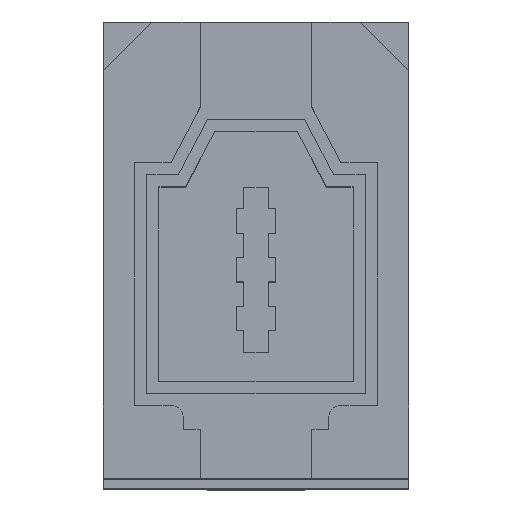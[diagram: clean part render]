
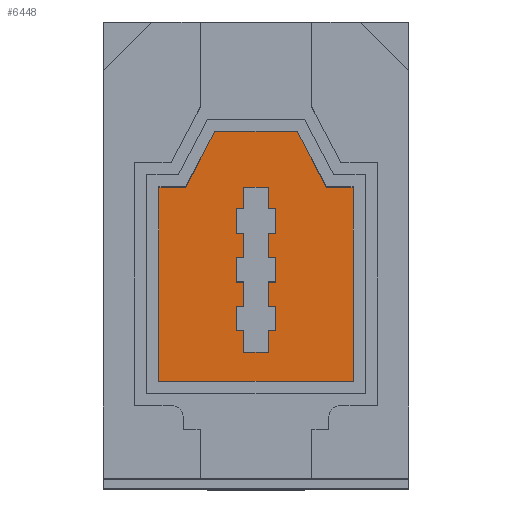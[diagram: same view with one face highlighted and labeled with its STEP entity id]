
A CAD part, top view. The second image highlights one B-rep face of the part: STEP entity #6448.
In plain terms, the highlighted planar face has unit normal (0, 0, 1).
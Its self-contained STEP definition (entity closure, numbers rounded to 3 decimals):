
#30=LINE('',#8319,#660);
#31=LINE('',#8322,#661);
#32=LINE('',#8324,#662);
#33=LINE('',#8326,#663);
#34=LINE('',#8328,#664);
#35=LINE('',#8330,#665);
#36=LINE('',#8332,#666);
#37=LINE('',#8334,#667);
#38=LINE('',#8335,#668);
#39=LINE('',#8338,#669);
#40=LINE('',#8340,#670);
#41=LINE('',#8342,#671);
#42=LINE('',#8344,#672);
#43=LINE('',#8346,#673);
#44=LINE('',#8348,#674);
#45=LINE('',#8350,#675);
#46=LINE('',#8352,#676);
#47=LINE('',#8354,#677);
#48=LINE('',#8356,#678);
#49=LINE('',#8358,#679);
#50=LINE('',#8360,#680);
#51=LINE('',#8362,#681);
#52=LINE('',#8364,#682);
#53=LINE('',#8366,#683);
#54=LINE('',#8368,#684);
#55=LINE('',#8370,#685);
#56=LINE('',#8372,#686);
#57=LINE('',#8374,#687);
#58=LINE('',#8376,#688);
#59=LINE('',#8378,#689);
#60=LINE('',#8380,#690);
#61=LINE('',#8382,#691);
#62=LINE('',#8384,#692);
#63=LINE('',#8386,#693);
#64=LINE('',#8388,#694);
#65=LINE('',#8390,#695);
#660=VECTOR('',#7040,1000.);
#661=VECTOR('',#7041,1000.);
#662=VECTOR('',#7042,1000.);
#663=VECTOR('',#7043,1000.);
#664=VECTOR('',#7044,1000.);
#665=VECTOR('',#7045,1000.);
#666=VECTOR('',#7046,1000.);
#667=VECTOR('',#7047,1000.);
#668=VECTOR('',#7048,1000.);
#669=VECTOR('',#7049,1000.);
#670=VECTOR('',#7050,1000.);
#671=VECTOR('',#7051,1000.);
#672=VECTOR('',#7052,1000.);
#673=VECTOR('',#7053,1000.);
#674=VECTOR('',#7054,1000.);
#675=VECTOR('',#7055,1000.);
#676=VECTOR('',#7056,1000.);
#677=VECTOR('',#7057,1000.);
#678=VECTOR('',#7058,1000.);
#679=VECTOR('',#7059,1000.);
#680=VECTOR('',#7060,1000.);
#681=VECTOR('',#7061,1000.);
#682=VECTOR('',#7062,1000.);
#683=VECTOR('',#7063,1000.);
#684=VECTOR('',#7064,1000.);
#685=VECTOR('',#7065,1000.);
#686=VECTOR('',#7066,1000.);
#687=VECTOR('',#7067,1000.);
#688=VECTOR('',#7068,1000.);
#689=VECTOR('',#7069,1000.);
#690=VECTOR('',#7070,1000.);
#691=VECTOR('',#7071,1000.);
#692=VECTOR('',#7072,1000.);
#693=VECTOR('',#7073,1000.);
#694=VECTOR('',#7074,1000.);
#695=VECTOR('',#7075,1000.);
#1290=PLANE('',#6708);
#1576=ORIENTED_EDGE('',*,*,#2988,.T.);
#1577=ORIENTED_EDGE('',*,*,#2989,.T.);
#1578=ORIENTED_EDGE('',*,*,#2990,.T.);
#1579=ORIENTED_EDGE('',*,*,#2991,.T.);
#1580=ORIENTED_EDGE('',*,*,#2992,.T.);
#1581=ORIENTED_EDGE('',*,*,#2993,.T.);
#1582=ORIENTED_EDGE('',*,*,#2994,.T.);
#1583=ORIENTED_EDGE('',*,*,#2995,.T.);
#1584=ORIENTED_EDGE('',*,*,#2996,.T.);
#1585=ORIENTED_EDGE('',*,*,#2997,.T.);
#1586=ORIENTED_EDGE('',*,*,#2998,.T.);
#1587=ORIENTED_EDGE('',*,*,#2999,.T.);
#1588=ORIENTED_EDGE('',*,*,#3000,.T.);
#1589=ORIENTED_EDGE('',*,*,#3001,.T.);
#1590=ORIENTED_EDGE('',*,*,#3002,.T.);
#1591=ORIENTED_EDGE('',*,*,#3003,.T.);
#1592=ORIENTED_EDGE('',*,*,#3004,.T.);
#1593=ORIENTED_EDGE('',*,*,#3005,.T.);
#1594=ORIENTED_EDGE('',*,*,#3006,.T.);
#1595=ORIENTED_EDGE('',*,*,#3007,.T.);
#1596=ORIENTED_EDGE('',*,*,#3008,.T.);
#1597=ORIENTED_EDGE('',*,*,#3009,.T.);
#1598=ORIENTED_EDGE('',*,*,#3010,.T.);
#1599=ORIENTED_EDGE('',*,*,#3011,.T.);
#1600=ORIENTED_EDGE('',*,*,#3012,.T.);
#1601=ORIENTED_EDGE('',*,*,#3013,.T.);
#1602=ORIENTED_EDGE('',*,*,#3014,.T.);
#1603=ORIENTED_EDGE('',*,*,#3015,.T.);
#1604=ORIENTED_EDGE('',*,*,#3016,.T.);
#1605=ORIENTED_EDGE('',*,*,#3017,.T.);
#1606=ORIENTED_EDGE('',*,*,#3018,.T.);
#1607=ORIENTED_EDGE('',*,*,#3019,.T.);
#1608=ORIENTED_EDGE('',*,*,#3020,.T.);
#1609=ORIENTED_EDGE('',*,*,#3021,.T.);
#1610=ORIENTED_EDGE('',*,*,#3022,.T.);
#1611=ORIENTED_EDGE('',*,*,#3023,.T.);
#2988=EDGE_CURVE('',#3694,#3695,#30,.T.);
#2989=EDGE_CURVE('',#3695,#3696,#31,.T.);
#2990=EDGE_CURVE('',#3696,#3697,#32,.T.);
#2991=EDGE_CURVE('',#3697,#3698,#33,.T.);
#2992=EDGE_CURVE('',#3698,#3699,#34,.T.);
#2993=EDGE_CURVE('',#3699,#3700,#35,.T.);
#2994=EDGE_CURVE('',#3700,#3701,#36,.T.);
#2995=EDGE_CURVE('',#3701,#3694,#37,.T.);
#2996=EDGE_CURVE('',#3702,#3703,#38,.T.);
#2997=EDGE_CURVE('',#3703,#3704,#39,.T.);
#2998=EDGE_CURVE('',#3704,#3705,#40,.T.);
#2999=EDGE_CURVE('',#3705,#3706,#41,.T.);
#3000=EDGE_CURVE('',#3706,#3707,#42,.T.);
#3001=EDGE_CURVE('',#3707,#3708,#43,.T.);
#3002=EDGE_CURVE('',#3708,#3709,#44,.T.);
#3003=EDGE_CURVE('',#3709,#3710,#45,.T.);
#3004=EDGE_CURVE('',#3710,#3711,#46,.T.);
#3005=EDGE_CURVE('',#3711,#3712,#47,.T.);
#3006=EDGE_CURVE('',#3712,#3713,#48,.T.);
#3007=EDGE_CURVE('',#3713,#3714,#49,.T.);
#3008=EDGE_CURVE('',#3714,#3715,#50,.T.);
#3009=EDGE_CURVE('',#3715,#3716,#51,.T.);
#3010=EDGE_CURVE('',#3716,#3717,#52,.T.);
#3011=EDGE_CURVE('',#3717,#3718,#53,.T.);
#3012=EDGE_CURVE('',#3718,#3719,#54,.T.);
#3013=EDGE_CURVE('',#3719,#3720,#55,.T.);
#3014=EDGE_CURVE('',#3720,#3721,#56,.T.);
#3015=EDGE_CURVE('',#3721,#3722,#57,.T.);
#3016=EDGE_CURVE('',#3722,#3723,#58,.T.);
#3017=EDGE_CURVE('',#3723,#3724,#59,.T.);
#3018=EDGE_CURVE('',#3724,#3725,#60,.T.);
#3019=EDGE_CURVE('',#3725,#3726,#61,.T.);
#3020=EDGE_CURVE('',#3726,#3727,#62,.T.);
#3021=EDGE_CURVE('',#3727,#3728,#63,.T.);
#3022=EDGE_CURVE('',#3728,#3729,#64,.T.);
#3023=EDGE_CURVE('',#3729,#3702,#65,.T.);
#3694=VERTEX_POINT('',#8320);
#3695=VERTEX_POINT('',#8321);
#3696=VERTEX_POINT('',#8323);
#3697=VERTEX_POINT('',#8325);
#3698=VERTEX_POINT('',#8327);
#3699=VERTEX_POINT('',#8329);
#3700=VERTEX_POINT('',#8331);
#3701=VERTEX_POINT('',#8333);
#3702=VERTEX_POINT('',#8336);
#3703=VERTEX_POINT('',#8337);
#3704=VERTEX_POINT('',#8339);
#3705=VERTEX_POINT('',#8341);
#3706=VERTEX_POINT('',#8343);
#3707=VERTEX_POINT('',#8345);
#3708=VERTEX_POINT('',#8347);
#3709=VERTEX_POINT('',#8349);
#3710=VERTEX_POINT('',#8351);
#3711=VERTEX_POINT('',#8353);
#3712=VERTEX_POINT('',#8355);
#3713=VERTEX_POINT('',#8357);
#3714=VERTEX_POINT('',#8359);
#3715=VERTEX_POINT('',#8361);
#3716=VERTEX_POINT('',#8363);
#3717=VERTEX_POINT('',#8365);
#3718=VERTEX_POINT('',#8367);
#3719=VERTEX_POINT('',#8369);
#3720=VERTEX_POINT('',#8371);
#3721=VERTEX_POINT('',#8373);
#3722=VERTEX_POINT('',#8375);
#3723=VERTEX_POINT('',#8377);
#3724=VERTEX_POINT('',#8379);
#3725=VERTEX_POINT('',#8381);
#3726=VERTEX_POINT('',#8383);
#3727=VERTEX_POINT('',#8385);
#3728=VERTEX_POINT('',#8387);
#3729=VERTEX_POINT('',#8389);
#4168=EDGE_LOOP('',(#1576,#1577,#1578,#1579,#1580,#1581,#1582,#1583));
#4169=EDGE_LOOP('',(#1584,#1585,#1586,#1587,#1588,#1589,#1590,#1591,#1592,
#1593,#1594,#1595,#1596,#1597,#1598,#1599,#1600,#1601,#1602,#1603,#1604,
#1605,#1606,#1607,#1608,#1609,#1610,#1611));
#4424=FACE_BOUND('',#4168,.T.);
#4425=FACE_BOUND('',#4169,.T.);
#6448=ADVANCED_FACE('',(#4424,#4425),#1290,.T.);
#6708=AXIS2_PLACEMENT_3D('',#8318,#7038,#7039);
#7038=DIRECTION('',(0.,0.,1.));
#7039=DIRECTION('',(1.,0.,0.));
#7040=DIRECTION('',(-1.,0.,0.));
#7041=DIRECTION('',(0.,-1.,0.));
#7042=DIRECTION('',(1.,0.,0.));
#7043=DIRECTION('',(0.,1.,0.));
#7044=DIRECTION('',(-1.,0.,0.));
#7045=DIRECTION('',(-0.463,0.887,0.));
#7046=DIRECTION('',(-1.,0.,0.));
#7047=DIRECTION('',(-0.463,-0.887,0.));
#7048=DIRECTION('',(-1.,0.,0.));
#7049=DIRECTION('',(0.,1.,0.));
#7050=DIRECTION('',(1.,0.,0.));
#7051=DIRECTION('',(0.,1.,0.));
#7052=DIRECTION('',(-1.,0.,0.));
#7053=DIRECTION('',(0.,1.,0.));
#7054=DIRECTION('',(1.,0.,0.));
#7055=DIRECTION('',(0.,1.,0.));
#7056=DIRECTION('',(1.,0.,0.));
#7057=DIRECTION('',(0.,-1.,0.));
#7058=DIRECTION('',(1.,0.,0.));
#7059=DIRECTION('',(0.,-1.,0.));
#7060=DIRECTION('',(-1.,0.,0.));
#7061=DIRECTION('',(0.,-1.,0.));
#7062=DIRECTION('',(1.,0.,0.));
#7063=DIRECTION('',(0.,-1.,0.));
#7064=DIRECTION('',(-1.,0.,0.));
#7065=DIRECTION('',(0.,-1.,0.));
#7066=DIRECTION('',(1.,0.,0.));
#7067=DIRECTION('',(0.,-1.,0.));
#7068=DIRECTION('',(-1.,0.,0.));
#7069=DIRECTION('',(0.,-1.,0.));
#7070=DIRECTION('',(-1.,0.,0.));
#7071=DIRECTION('',(0.,1.,0.));
#7072=DIRECTION('',(-1.,0.,0.));
#7073=DIRECTION('',(0.,1.,0.));
#7074=DIRECTION('',(1.,0.,0.));
#7075=DIRECTION('',(0.,1.,0.));
#8318=CARTESIAN_POINT('',(0.,0.,133.2));
#8319=CARTESIAN_POINT('',(-2.9,2.6,133.2));
#8320=CARTESIAN_POINT('',(-2.9,2.6,133.2));
#8321=CARTESIAN_POINT('',(-4.,2.6,133.2));
#8322=CARTESIAN_POINT('',(-4.,2.6,133.2));
#8323=CARTESIAN_POINT('',(-4.,-5.4,133.2));
#8324=CARTESIAN_POINT('',(-4.,-5.4,133.2));
#8325=CARTESIAN_POINT('',(4.,-5.4,133.2));
#8326=CARTESIAN_POINT('',(4.,-5.4,133.2));
#8327=CARTESIAN_POINT('',(4.,2.6,133.2));
#8328=CARTESIAN_POINT('',(4.,2.6,133.2));
#8329=CARTESIAN_POINT('',(2.9,2.6,133.2));
#8330=CARTESIAN_POINT('',(2.9,2.6,133.2));
#8331=CARTESIAN_POINT('',(1.7,4.9,133.2));
#8332=CARTESIAN_POINT('',(1.7,4.9,133.2));
#8333=CARTESIAN_POINT('',(-1.7,4.9,133.2));
#8334=CARTESIAN_POINT('',(-1.7,4.9,133.2));
#8335=CARTESIAN_POINT('',(0.,-1.3,133.2));
#8336=CARTESIAN_POINT('',(-0.5,-1.3,133.2));
#8337=CARTESIAN_POINT('',(-0.8,-1.3,133.2));
#8338=CARTESIAN_POINT('',(-0.8,0.,133.2));
#8339=CARTESIAN_POINT('',(-0.8,-0.3,133.2));
#8340=CARTESIAN_POINT('',(0.,-0.3,133.2));
#8341=CARTESIAN_POINT('',(-0.5,-0.3,133.2));
#8342=CARTESIAN_POINT('',(-0.5,0.,133.2));
#8343=CARTESIAN_POINT('',(-0.5,0.7,133.2));
#8344=CARTESIAN_POINT('',(0.,0.7,133.2));
#8345=CARTESIAN_POINT('',(-0.8,0.7,133.2));
#8346=CARTESIAN_POINT('',(-0.8,0.,133.2));
#8347=CARTESIAN_POINT('',(-0.8,1.7,133.2));
#8348=CARTESIAN_POINT('',(0.,1.7,133.2));
#8349=CARTESIAN_POINT('',(-0.5,1.7,133.2));
#8350=CARTESIAN_POINT('',(-0.5,0.,133.2));
#8351=CARTESIAN_POINT('',(-0.5,2.6,133.2));
#8352=CARTESIAN_POINT('',(0.,2.6,133.2));
#8353=CARTESIAN_POINT('',(0.5,2.6,133.2));
#8354=CARTESIAN_POINT('',(0.5,0.,133.2));
#8355=CARTESIAN_POINT('',(0.5,1.7,133.2));
#8356=CARTESIAN_POINT('',(0.,1.7,133.2));
#8357=CARTESIAN_POINT('',(0.8,1.7,133.2));
#8358=CARTESIAN_POINT('',(0.8,0.,133.2));
#8359=CARTESIAN_POINT('',(0.8,0.7,133.2));
#8360=CARTESIAN_POINT('',(0.,0.7,133.2));
#8361=CARTESIAN_POINT('',(0.5,0.7,133.2));
#8362=CARTESIAN_POINT('',(0.5,0.,133.2));
#8363=CARTESIAN_POINT('',(0.5,-0.3,133.2));
#8364=CARTESIAN_POINT('',(0.,-0.3,133.2));
#8365=CARTESIAN_POINT('',(0.8,-0.3,133.2));
#8366=CARTESIAN_POINT('',(0.8,0.,133.2));
#8367=CARTESIAN_POINT('',(0.8,-1.3,133.2));
#8368=CARTESIAN_POINT('',(0.,-1.3,133.2));
#8369=CARTESIAN_POINT('',(0.5,-1.3,133.2));
#8370=CARTESIAN_POINT('',(0.5,0.,133.2));
#8371=CARTESIAN_POINT('',(0.5,-2.3,133.2));
#8372=CARTESIAN_POINT('',(0.,-2.3,133.2));
#8373=CARTESIAN_POINT('',(0.8,-2.3,133.2));
#8374=CARTESIAN_POINT('',(0.8,0.,133.2));
#8375=CARTESIAN_POINT('',(0.8,-3.3,133.2));
#8376=CARTESIAN_POINT('',(0.,-3.3,133.2));
#8377=CARTESIAN_POINT('',(0.5,-3.3,133.2));
#8378=CARTESIAN_POINT('',(0.5,0.,133.2));
#8379=CARTESIAN_POINT('',(0.5,-4.2,133.2));
#8380=CARTESIAN_POINT('',(0.,-4.2,133.2));
#8381=CARTESIAN_POINT('',(-0.5,-4.2,133.2));
#8382=CARTESIAN_POINT('',(-0.5,0.,133.2));
#8383=CARTESIAN_POINT('',(-0.5,-3.3,133.2));
#8384=CARTESIAN_POINT('',(0.,-3.3,133.2));
#8385=CARTESIAN_POINT('',(-0.8,-3.3,133.2));
#8386=CARTESIAN_POINT('',(-0.8,0.,133.2));
#8387=CARTESIAN_POINT('',(-0.8,-2.3,133.2));
#8388=CARTESIAN_POINT('',(0.,-2.3,133.2));
#8389=CARTESIAN_POINT('',(-0.5,-2.3,133.2));
#8390=CARTESIAN_POINT('',(-0.5,0.,133.2));
